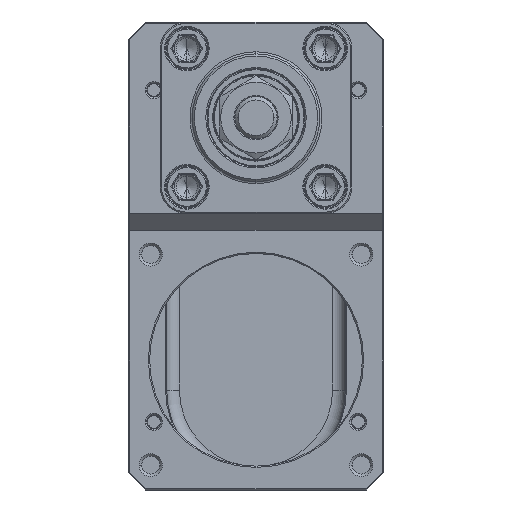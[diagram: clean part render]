
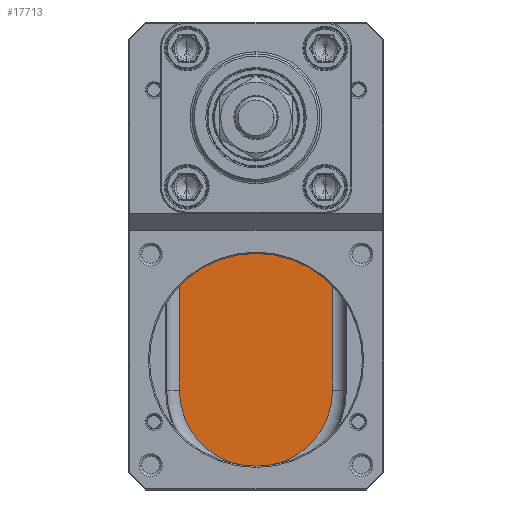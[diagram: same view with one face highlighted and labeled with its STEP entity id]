
A CAD part, front view. The second image highlights one B-rep face of the part: STEP entity #17713.
In plain terms, the highlighted face is planar.
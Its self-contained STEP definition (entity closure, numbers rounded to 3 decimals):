
#17269 = VERTEX_POINT ( 'NONE', #22591 ) ;
#17297 = EDGE_CURVE ( 'NONE', #17298, #17299, #22603, .T. ) ;
#17298 = VERTEX_POINT ( 'NONE', #22599 ) ;
#17299 = VERTEX_POINT ( 'NONE', #22598 ) ;
#17333 = VERTEX_POINT ( 'NONE', #22661 ) ;
#17335 = EDGE_CURVE ( 'NONE', #17333, #17269, #22660, .T. ) ;
#17635 = ORIENTED_EDGE ( 'NONE', *, *, #17637, .T. ) ;
#17637 = EDGE_CURVE ( 'NONE', #17747, #17749, #23242, .T. ) ;
#17676 = ORIENTED_EDGE ( 'NONE', *, *, #17678, .F. ) ;
#17678 = EDGE_CURVE ( 'NONE', #17299, #17754, #23310, .T. ) ;
#17680 = ORIENTED_EDGE ( 'NONE', *, *, #17297, .F. ) ;
#17683 = ORIENTED_EDGE ( 'NONE', *, *, #17684, .T. ) ;
#17684 = EDGE_CURVE ( 'NONE', #17298, #17686, #23350, .T. ) ;
#17686 = VERTEX_POINT ( 'NONE', #23346 ) ;
#17688 = ORIENTED_EDGE ( 'NONE', *, *, #17689, .T. ) ;
#17689 = EDGE_CURVE ( 'NONE', #17686, #17691, #23345, .T. ) ;
#17691 = VERTEX_POINT ( 'NONE', #23340 ) ;
#17713 = ADVANCED_FACE ( 'NONE', ( #23355 ), #23415, .T. ) ;
#17714 = EDGE_LOOP ( 'NONE', ( #17635, #17751, #17676, #17680, #17683, #17688, #17723, #17728, #17730, #17735 ) ) ;
#17723 = ORIENTED_EDGE ( 'NONE', *, *, #17725, .T. ) ;
#17725 = EDGE_CURVE ( 'NONE', #17691, #17269, #23394, .T. ) ;
#17728 = ORIENTED_EDGE ( 'NONE', *, *, #17335, .F. ) ;
#17730 = ORIENTED_EDGE ( 'NONE', *, *, #17731, .F. ) ;
#17731 = EDGE_CURVE ( 'NONE', #17733, #17333, #23431, .T. ) ;
#17733 = VERTEX_POINT ( 'NONE', #23418 ) ;
#17735 = ORIENTED_EDGE ( 'NONE', *, *, #17737, .T. ) ;
#17737 = EDGE_CURVE ( 'NONE', #17733, #17747, #23462, .T. ) ;
#17747 = VERTEX_POINT ( 'NONE', #23446 ) ;
#17749 = VERTEX_POINT ( 'NONE', #23445 ) ;
#17751 = ORIENTED_EDGE ( 'NONE', *, *, #17752, .T. ) ;
#17752 = EDGE_CURVE ( 'NONE', #17749, #17754, #23444, .T. ) ;
#17754 = VERTEX_POINT ( 'NONE', #23440 ) ;
#22591 = CARTESIAN_POINT ( 'NONE',  ( 14.465, 11., 18. ) ) ;
#22598 = CARTESIAN_POINT ( 'NONE',  ( 16.25, 11., -13.75 ) ) ;
#22599 = CARTESIAN_POINT ( 'NONE',  ( 14.465, 11., -18. ) ) ;
#22600 = DIRECTION ( 'NONE',  ( 0., 0., 1. ) ) ;
#22601 = DIRECTION ( 'NONE',  ( 0., 1., 0. ) ) ;
#22602 = AXIS2_PLACEMENT_3D ( 'NONE', #22609, #22601, #22600 ) ;
#22603 = CIRCLE ( 'NONE', #22602, 2.5 ) ;
#22609 = CARTESIAN_POINT ( 'NONE',  ( 16.25, 11., -16.25 ) ) ;
#22656 = DIRECTION ( 'NONE',  ( 0., 0., 1. ) ) ;
#22657 = DIRECTION ( 'NONE',  ( 0., 1., 0. ) ) ;
#22658 = CARTESIAN_POINT ( 'NONE',  ( 16.25, 11., 16.25 ) ) ;
#22659 = AXIS2_PLACEMENT_3D ( 'NONE', #22658, #22657, #22656 ) ;
#22660 = CIRCLE ( 'NONE', #22659, 2.5 ) ;
#22661 = CARTESIAN_POINT ( 'NONE',  ( 16.25, 11., 13.75 ) ) ;
#23238 = DIRECTION ( 'NONE',  ( 0., 0., 1. ) ) ;
#23239 = DIRECTION ( 'NONE',  ( 0., 1., 0. ) ) ;
#23240 = AXIS2_PLACEMENT_3D ( 'NONE', #23243, #23239, #23238 ) ;
#23242 = CIRCLE ( 'NONE', #23240, 18. ) ;
#23243 = CARTESIAN_POINT ( 'NONE',  ( 64., 11., 0. ) ) ;
#23306 = DIRECTION ( 'NONE',  ( 0., 0., 1. ) ) ;
#23307 = DIRECTION ( 'NONE',  ( 0., 1., 0. ) ) ;
#23308 = CARTESIAN_POINT ( 'NONE',  ( 16.25, 11., -16.25 ) ) ;
#23309 = AXIS2_PLACEMENT_3D ( 'NONE', #23308, #23307, #23306 ) ;
#23310 = CIRCLE ( 'NONE', #23309, 2.5 ) ;
#23340 = CARTESIAN_POINT ( 'NONE',  ( 1., 11., 18. ) ) ;
#23341 = DIRECTION ( 'NONE',  ( 0., 0., 1. ) ) ;
#23342 = DIRECTION ( 'NONE',  ( 0., 1., 0. ) ) ;
#23343 = CARTESIAN_POINT ( 'NONE',  ( 1., 11., 0. ) ) ;
#23344 = AXIS2_PLACEMENT_3D ( 'NONE', #23343, #23342, #23341 ) ;
#23345 = CIRCLE ( 'NONE', #23344, 18. ) ;
#23346 = CARTESIAN_POINT ( 'NONE',  ( 1., 11., -18. ) ) ;
#23347 = DIRECTION ( 'NONE',  ( -1., 0., 0. ) ) ;
#23348 = VECTOR ( 'NONE', #23347, 1000. ) ;
#23349 = CARTESIAN_POINT ( 'NONE',  ( 1., 11., -18. ) ) ;
#23350 = LINE ( 'NONE', #23349, #23348 ) ;
#23355 = FACE_OUTER_BOUND ( 'NONE', #17714, .T. ) ;
#23391 = DIRECTION ( 'NONE',  ( 1., 0., 0. ) ) ;
#23392 = VECTOR ( 'NONE', #23391, 1000. ) ;
#23393 = CARTESIAN_POINT ( 'NONE',  ( 1., 11., 18. ) ) ;
#23394 = LINE ( 'NONE', #23393, #23392 ) ;
#23411 = DIRECTION ( 'NONE',  ( 0., 0., 1. ) ) ;
#23412 = DIRECTION ( 'NONE',  ( 0., 1., 0. ) ) ;
#23413 = CARTESIAN_POINT ( 'NONE',  ( 1., 11., 0. ) ) ;
#23414 = AXIS2_PLACEMENT_3D ( 'NONE', #23413, #23412, #23411 ) ;
#23415 = PLANE ( 'NONE',  #23414 ) ;
#23418 = CARTESIAN_POINT ( 'NONE',  ( 18.035, 11., 18. ) ) ;
#23427 = DIRECTION ( 'NONE',  ( 0., 0., 1. ) ) ;
#23428 = DIRECTION ( 'NONE',  ( 0., 1., 0. ) ) ;
#23429 = AXIS2_PLACEMENT_3D ( 'NONE', #23432, #23428, #23427 ) ;
#23431 = CIRCLE ( 'NONE', #23429, 2.5 ) ;
#23432 = CARTESIAN_POINT ( 'NONE',  ( 16.25, 11., 16.25 ) ) ;
#23440 = CARTESIAN_POINT ( 'NONE',  ( 18.035, 11., -18. ) ) ;
#23441 = DIRECTION ( 'NONE',  ( -1., 0., 0. ) ) ;
#23442 = VECTOR ( 'NONE', #23441, 1000. ) ;
#23443 = CARTESIAN_POINT ( 'NONE',  ( 1., 11., -18. ) ) ;
#23444 = LINE ( 'NONE', #23443, #23442 ) ;
#23445 = CARTESIAN_POINT ( 'NONE',  ( 64., 11., -18. ) ) ;
#23446 = CARTESIAN_POINT ( 'NONE',  ( 64., 11., 18. ) ) ;
#23459 = DIRECTION ( 'NONE',  ( 1., 0., 0. ) ) ;
#23460 = VECTOR ( 'NONE', #23459, 1000. ) ;
#23461 = CARTESIAN_POINT ( 'NONE',  ( 1., 11., 18. ) ) ;
#23462 = LINE ( 'NONE', #23461, #23460 ) ;
